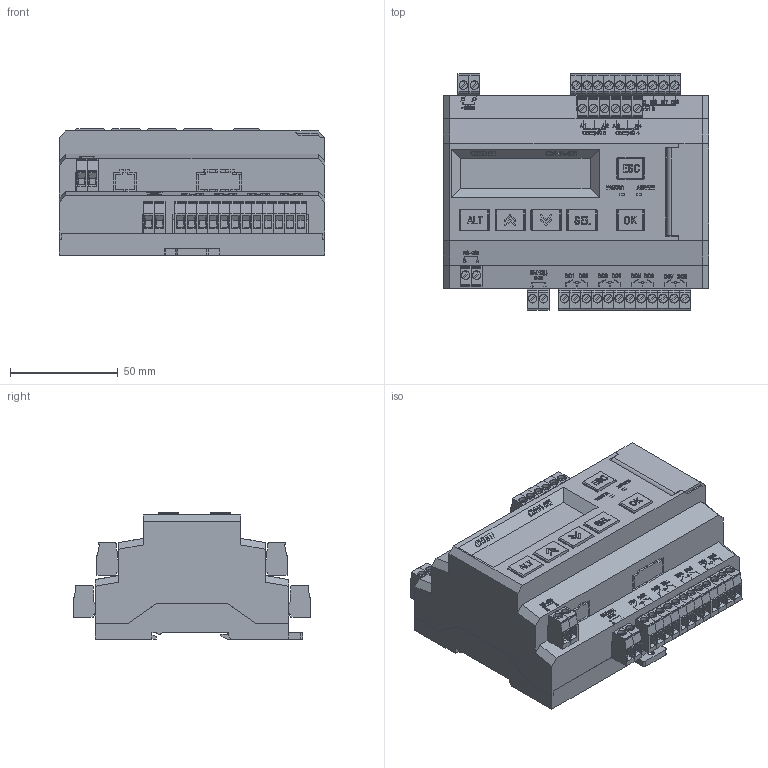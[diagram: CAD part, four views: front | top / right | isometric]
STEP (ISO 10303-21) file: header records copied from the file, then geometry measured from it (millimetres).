
FILE_DESCRIPTION (( 'STEP AP214' ), '1' );
FILE_NAME ('3D 沓麧錪 晊芡-121.STEP', '2016-03-24T12:48:41', ( '' ), ( '' ), 'SwSTEP 2.0', 'SolidWorks 2014', '' );
FILE_SCHEMA (( 'AUTOMOTIVE_DESIGN' ));
Length unit declared in the file: millimetre
Products named in the file (11): 抔樦憵 2edgk-5,08-1p; Ðàçúåì øòåêåðíûé 2-5.08; Ðàçúåì øòåêåðíûé íà ïëàòó 5.08; 婰膲僗闉 晊芡; Êðûøêà; miniUSB; 扱闀膱 晊芡; Êîðïóñ ÑÓÍÀ_îñí; 扻豵鵨 晊芡_瞂贂; 3D 沓麧錪 晊芡-121; 抔樦憵 2-5,08
Assembly tree (44 placements, depth 3):
  3D 沓麧錪 晊芡-121
    扻豵鵨 晊芡_瞂贂
    Êîðïóñ ÑÓÍÀ_îñí
    扱闀膱 晊芡
    miniUSB
    Êðûøêà
    婰膲僗闉 晊芡
    Ðàçúåì øòåêåðíûé 2-5.08  x17
      Ðàçúåì øòåêåðíûé íà ïëàòó 5.08
    抔樦憵 2-5,08  x17
      抔樦憵 2edgk-5,08-1p
Bounding box: 123 x 109.7 x 58.5 mm (x, y, z)
Volume: 212690.3 mm3; surface area: 140171.9 mm2
Topology: 75 solids, 75 shells, 7288 faces, 19193 edges, 12642 vertices
Faces by surface type: plane 4815, bspline 1615, cylinder 824, cone 34
Entity records: 175018 total; most frequent: CARTESIAN_POINT 46964, ORIENTED_EDGE 22018, DIRECTION 13064, EDGE_CURVE 11009, VERTEX_POINT 7329, LINE 7234, VECTOR 7234, EDGE_LOOP 4376
